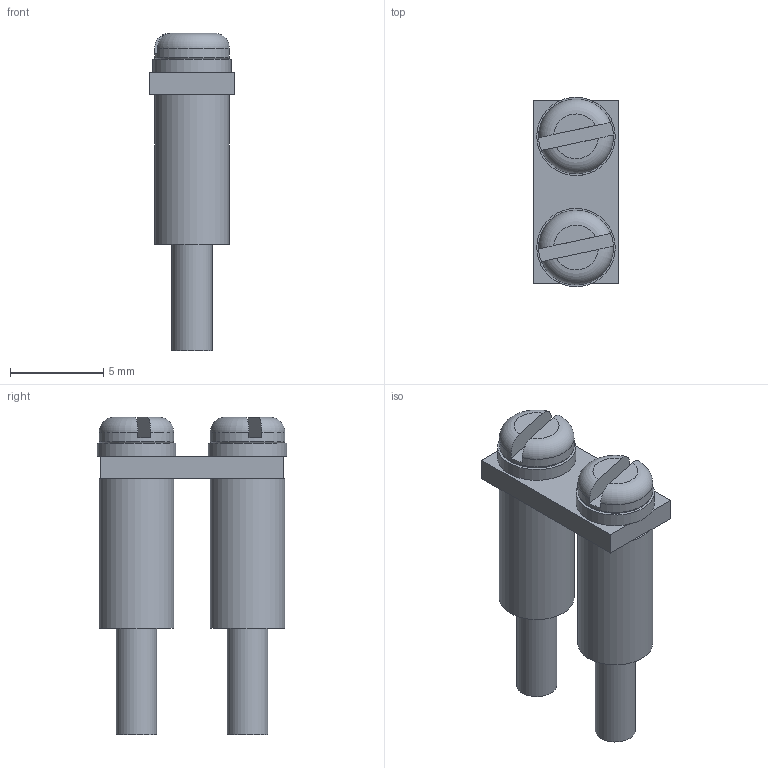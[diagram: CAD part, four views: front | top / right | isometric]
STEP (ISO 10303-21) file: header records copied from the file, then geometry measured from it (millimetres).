
FILE_DESCRIPTION (( 'STEP AP214' ), '1' );
FILE_NAME ('YCT10-00-K03-006-A-2P Ïåðåìû÷êà â ñáîðå äëÿ CTS 6ìì2 2PIN.STEP', '2023-10-16T10:12:01', ( '' ), ( '' ), 'SwSTEP 2.0', 'SolidWorks 2022', '' );
FILE_SCHEMA (( 'AUTOMOTIVE_DESIGN' ));
Length unit declared in the file: millimetre
Products named in the file (1): YCT10-00-K03-006-A-2P Перемычка в сборе для CTS 6мм2 2PIN
Bounding box: 4.5 x 10.15 x 17 mm (x, y, z)
Volume: 342.8 mm3; surface area: 821.1 mm2
Topology: 7 solids, 7 shells, 52 faces, 102 edges, 66 vertices
Faces by surface type: plane 28, cylinder 14, torus 8, cone 2
Full cylindrical faces by diameter (mm): 2 x2, 2.16 x2, 2.5 x2, 2.8 x2, 4 x4, 4.2 x2
Entity records: 1964 total; most frequent: CARTESIAN_POINT 269, DIRECTION 222, ORIENTED_EDGE 160, AXIS2_PLACEMENT_3D 97, EDGE_LOOP 86, EDGE_CURVE 80, FACE_OUTER_BOUND 70, VERTEX_POINT 64
